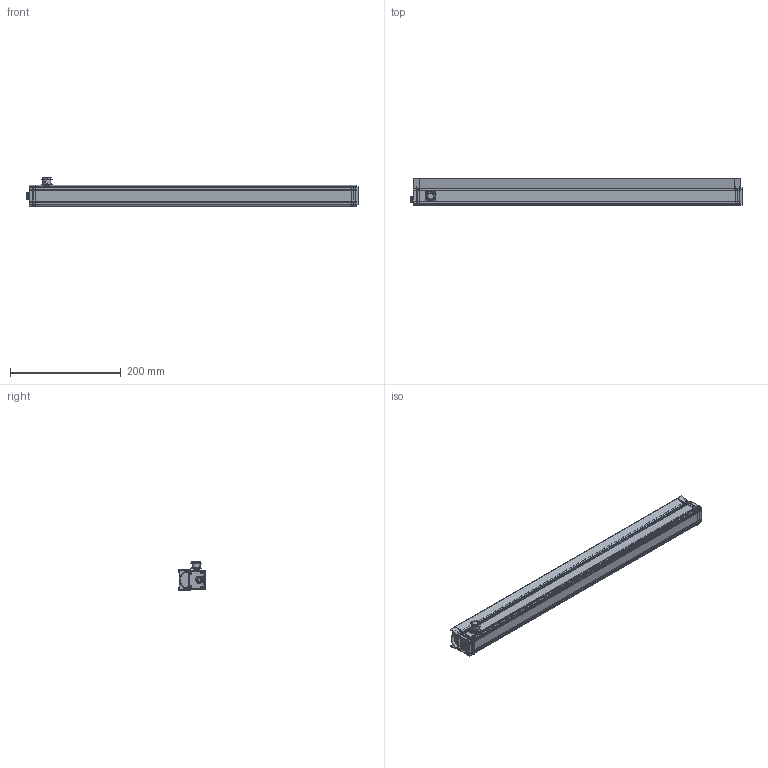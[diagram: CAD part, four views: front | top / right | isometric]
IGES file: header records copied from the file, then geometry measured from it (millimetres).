
Start section:  PTC IGES file: 224086.igs
Global section: file name: 224086.igs; native system: Creo Parametric by PTC Inc.; preprocessor: 2019292; author: PDMAdmin; organization: Unknown; date: 20210621.141508; units: millimetre
Bounding box: 598.6 x 49.36 x 52.55 mm (x, y, z)
Volume: 182863.7 mm3; surface area: 1376109.5 mm2
Topology: 30 solids, 30 shells, 4068 faces, 20316 edges, 25654 vertices
Faces by surface type: bspline 2062, revolution 1998, extrusion 8
